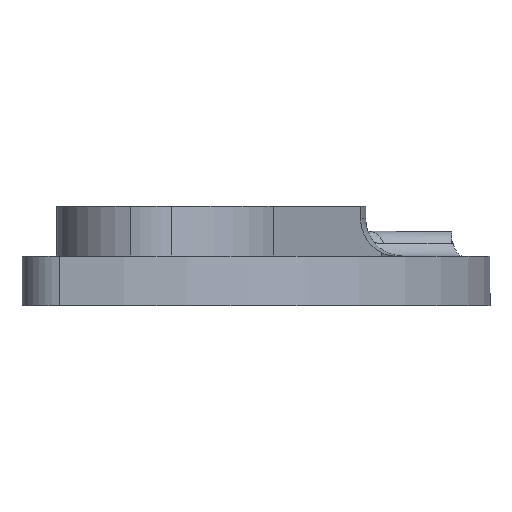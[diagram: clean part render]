
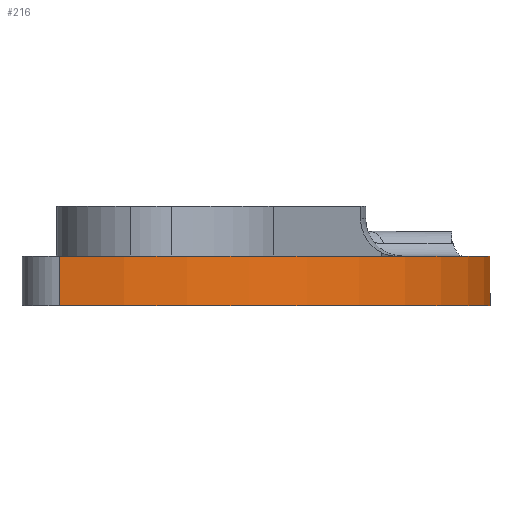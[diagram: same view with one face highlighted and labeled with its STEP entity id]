
A CAD part, front view. The second image highlights one B-rep face of the part: STEP entity #216.
In plain terms, the highlighted cylindrical face has radius 38.1 mm (diameter 76.2 mm), a partial arc.
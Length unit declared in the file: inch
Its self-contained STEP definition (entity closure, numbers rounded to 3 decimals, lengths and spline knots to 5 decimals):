
#67 = CYLINDRICAL_SURFACE ( 'NONE', #3788, 1.5 ) ;
#216 = ADVANCED_FACE ( 'NONE', ( #1699 ), #67, .T. ) ;
#223 = CIRCLE ( 'NONE', #3464, 1.5 ) ;
#277 = DIRECTION ( 'NONE',  ( 0., 0., 1. ) ) ;
#289 = DIRECTION ( 'NONE',  ( 0., 0., -1. ) ) ;
#310 = VERTEX_POINT ( 'NONE', #2566 ) ;
#723 = ORIENTED_EDGE ( 'NONE', *, *, #3594, .T. ) ;
#1107 = ORIENTED_EDGE ( 'NONE', *, *, #1773, .T. ) ;
#1253 = LINE ( 'NONE', #1641, #3654 ) ;
#1258 = CARTESIAN_POINT ( 'NONE',  ( -0.23767, -1.48105, 0. ) ) ;
#1279 = EDGE_CURVE ( 'NONE', #3905, #310, #1976, .T. ) ;
#1558 = CARTESIAN_POINT ( 'NONE',  ( -0.23767, -1.48105, 0.2 ) ) ;
#1565 = CARTESIAN_POINT ( 'NONE',  ( 1.5, 0., 0. ) ) ;
#1617 = EDGE_LOOP ( 'NONE', ( #723, #2715, #3177, #1107 ) ) ;
#1641 = CARTESIAN_POINT ( 'NONE',  ( -0.23767, -1.48105, 0. ) ) ;
#1676 = VERTEX_POINT ( 'NONE', #1258 ) ;
#1699 = FACE_OUTER_BOUND ( 'NONE', #1617, .T. ) ;
#1773 = EDGE_CURVE ( 'NONE', #1794, #1676, #1253, .T. ) ;
#1794 = VERTEX_POINT ( 'NONE', #1558 ) ;
#1976 = LINE ( 'NONE', #1565, #3554 ) ;
#1985 = CARTESIAN_POINT ( 'NONE',  ( 0., 0., 0.2 ) ) ;
#2469 = DIRECTION ( 'NONE',  ( 0., 0., 1. ) ) ;
#2495 = CARTESIAN_POINT ( 'NONE',  ( 0., 0., 0. ) ) ;
#2543 = EDGE_CURVE ( 'NONE', #1794, #310, #3537, .T. ) ;
#2557 = DIRECTION ( 'NONE',  ( 0., 0., 1. ) ) ;
#2566 = CARTESIAN_POINT ( 'NONE',  ( 1.5, 0., 0.2 ) ) ;
#2715 = ORIENTED_EDGE ( 'NONE', *, *, #1279, .T. ) ;
#3177 = ORIENTED_EDGE ( 'NONE', *, *, #2543, .F. ) ;
#3265 = DIRECTION ( 'NONE',  ( 1., 0., 0. ) ) ;
#3464 = AXIS2_PLACEMENT_3D ( 'NONE', #2495, #2557, #4014 ) ;
#3537 = CIRCLE ( 'NONE', #3559, 1.5 ) ;
#3554 = VECTOR ( 'NONE', #277, 39.37008 ) ;
#3559 = AXIS2_PLACEMENT_3D ( 'NONE', #1985, #3633, #3265 ) ;
#3594 = EDGE_CURVE ( 'NONE', #1676, #3905, #223, .T. ) ;
#3610 = CARTESIAN_POINT ( 'NONE',  ( 1.5, 0., 0. ) ) ;
#3628 = CARTESIAN_POINT ( 'NONE',  ( 0., 0., 0. ) ) ;
#3633 = DIRECTION ( 'NONE',  ( 0., 0., 1. ) ) ;
#3654 = VECTOR ( 'NONE', #289, 39.37008 ) ;
#3788 = AXIS2_PLACEMENT_3D ( 'NONE', #3628, #2469, #3956 ) ;
#3905 = VERTEX_POINT ( 'NONE', #3610 ) ;
#3956 = DIRECTION ( 'NONE',  ( 1., 0., 0. ) ) ;
#4014 = DIRECTION ( 'NONE',  ( 1., 0., 0. ) ) ;
